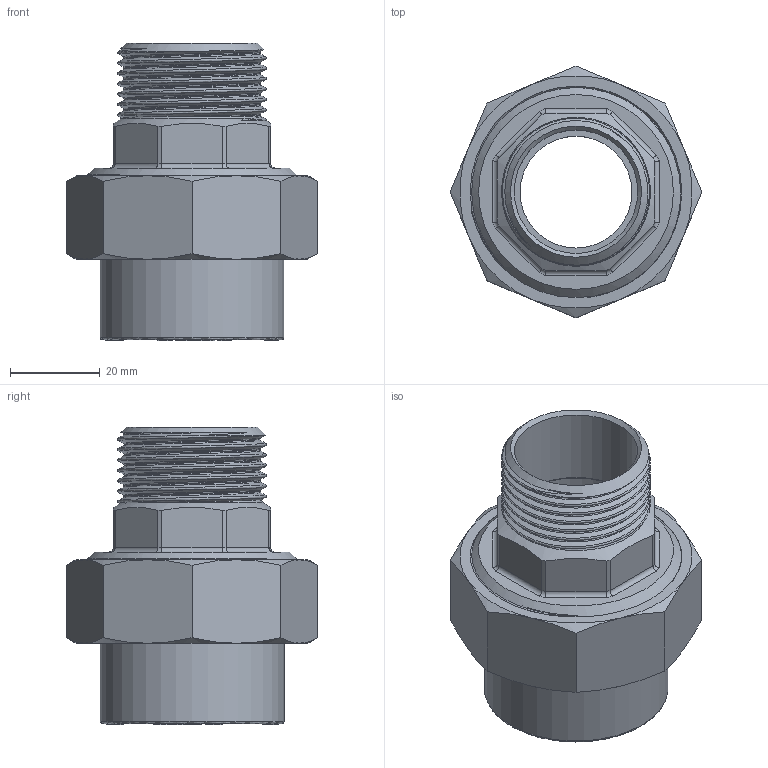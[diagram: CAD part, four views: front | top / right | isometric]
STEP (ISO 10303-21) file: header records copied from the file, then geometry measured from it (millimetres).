
FILE_DESCRIPTION(/* description */ (''),/* implementation_level */ '2;1');
FILE_NAME(/* name */ 'AF0621.032.032_4.step',/* time_stamp */ '2025-12-18T15:15:16+01:00',/* author */ (''),/* organization */ (''),/* preprocessor_version */ 'ST-DEVELOPER v20.1',/* originating_system */ 'Autodesk Translation Framework v14.21.0.0',/* authorisation */ '');
FILE_SCHEMA (('AUTOMOTIVE_DESIGN { 1 0 10303 214 3 1 1 }'));
Length unit declared in the file: millimetre
Products named in the file (4): AF0621.032.032; CU-Z1M 1; AF0622.032.032; AF0601.050.032 (2)
Assembly tree (3 placements, depth 2):
  AF0621.032.032
    CU-Z1M 1
    AF0622.032.032
    AF0601.050.032 (2)
Bounding box: 56.03 x 56.03 x 66.31 mm (x, y, z)
Volume: 40167.3 mm3; surface area: 29977.1 mm2
Topology: 4 solids, 4 shells, 852 faces, 2404 edges, 1589 vertices
Faces by surface type: plane 738, cylinder 51, bspline 27, cone 25, torus 11
Full cylindrical faces by diameter (mm): 1.635 x1, 2.18 x1, 24.9 x1, 27.5 x1, 28.5 x1, 30.291 x6, 34.9 x1, 40.9 x1, 41.514 x1, 44 x1, 44.845 x2, 45.842 x1, 48.52 x5
Entity records: 36439 total; most frequent: CARTESIAN_POINT 14625, ORIENTED_EDGE 4804, DIRECTION 3993, EDGE_CURVE 2402, LINE 2127, VECTOR 2127, VERTEX_POINT 1588, AXIS2_PLACEMENT_3D 933
